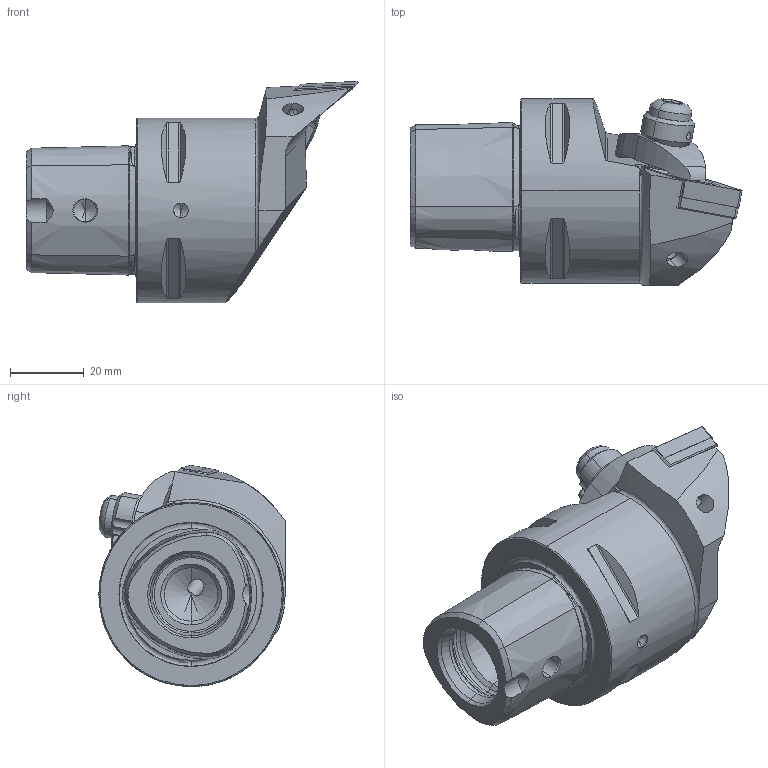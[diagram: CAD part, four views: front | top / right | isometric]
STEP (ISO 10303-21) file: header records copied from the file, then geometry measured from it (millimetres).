
FILE_DESCRIPTION (( 'STEP AP214' ), '1' );
FILE_NAME ('PS5.KVD.LJA.060.STEP', '2022-04-19T11:39:07', ( '' ), ( '' ), 'SwSTEP 2.0', 'SolidWorks 2017', '' );
FILE_SCHEMA (( 'AUTOMOTIVE_DESIGN' ));
Length unit declared in the file: millimetre
Products named in the file (11): PS5-KVD.LJA.060_A; WCC-ER5.102.005_A; VNMG160404; WCB-ER2.001.009_A; WCC-ER5.102.012_B; WCC-ER3.102.024_C; PS5.KVD.LJA.060; WVD-ER2.101.003_A; WCC-ER4.103.032_A; KVT_MB_600_050; ISO 13337 - 3 x 12_PreviewCfg
Assembly tree (10 placements, depth 2):
  PS5.KVD.LJA.060
    PS5-KVD.LJA.060_A
    ISO 13337 - 3 x 12_PreviewCfg
    WCC-ER4.103.032_A
    WCC-ER5.102.005_A
    WCC-ER5.102.012_B
    WCC-ER3.102.024_C
    WCB-ER2.001.009_A
    WVD-ER2.101.003_A
    KVT_MB_600_050
    VNMG160404
Bounding box: 90 x 50.5 x 60 mm (x, y, z)
Volume: 86733.2 mm3; surface area: 23191.6 mm2
Topology: 11 solids, 11 shells, 431 faces, 1043 edges, 627 vertices
Faces by surface type: cylinder 134, cone 123, plane 100, torus 58, bspline 12, sphere 4
Entity records: 14543 total; most frequent: CARTESIAN_POINT 4196, DIRECTION 2081, ORIENTED_EDGE 2044, EDGE_CURVE 1022, AXIS2_PLACEMENT_3D 848, VERTEX_POINT 624, EDGE_LOOP 466, FACE_OUTER_BOUND 431
